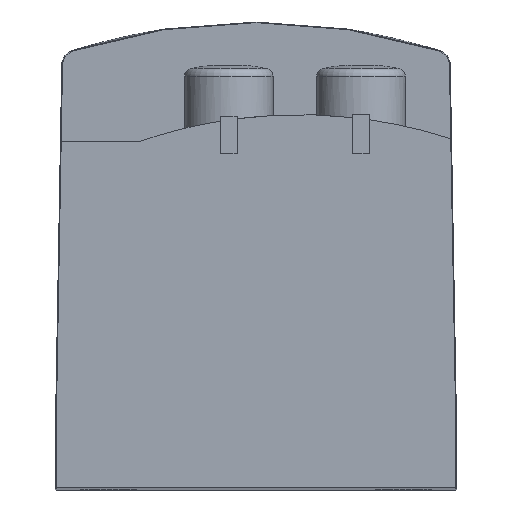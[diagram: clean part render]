
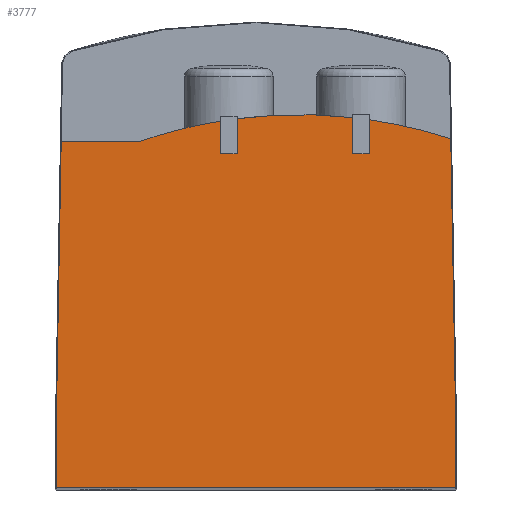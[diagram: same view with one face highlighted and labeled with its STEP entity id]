
A CAD part, top view. The second image highlights one B-rep face of the part: STEP entity #3777.
In plain terms, the highlighted planar face has unit normal (0, 0, 1).
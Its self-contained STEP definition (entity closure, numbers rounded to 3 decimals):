
#46=PLANE('',#3948);
#183=LINE('',#5058,#467);
#198=LINE('',#5143,#482);
#199=LINE('',#5145,#483);
#200=LINE('',#5146,#484);
#201=LINE('',#5148,#485);
#202=LINE('',#5150,#486);
#203=LINE('',#5152,#487);
#204=LINE('',#5155,#488);
#205=LINE('',#5157,#489);
#206=LINE('',#5159,#490);
#207=LINE('',#5160,#491);
#208=LINE('',#5162,#492);
#467=VECTOR('',#4240,1000.);
#482=VECTOR('',#4267,1000.);
#483=VECTOR('',#4268,1000.);
#484=VECTOR('',#4269,1000.);
#485=VECTOR('',#4270,1000.);
#486=VECTOR('',#4271,1000.);
#487=VECTOR('',#4272,1000.);
#488=VECTOR('',#4275,1000.);
#489=VECTOR('',#4276,1000.);
#490=VECTOR('',#4277,1000.);
#491=VECTOR('',#4278,1000.);
#492=VECTOR('',#4279,1000.);
#783=ORIENTED_EDGE('',*,*,#1578,.F.);
#784=ORIENTED_EDGE('',*,*,#1577,.T.);
#785=ORIENTED_EDGE('',*,*,#1579,.T.);
#786=ORIENTED_EDGE('',*,*,#1555,.T.);
#787=ORIENTED_EDGE('',*,*,#1580,.T.);
#788=ORIENTED_EDGE('',*,*,#1581,.T.);
#789=ORIENTED_EDGE('',*,*,#1582,.T.);
#790=ORIENTED_EDGE('',*,*,#1583,.T.);
#791=ORIENTED_EDGE('',*,*,#1584,.T.);
#792=ORIENTED_EDGE('',*,*,#1573,.T.);
#793=ORIENTED_EDGE('',*,*,#1585,.F.);
#794=ORIENTED_EDGE('',*,*,#1586,.F.);
#795=ORIENTED_EDGE('',*,*,#1587,.F.);
#796=ORIENTED_EDGE('',*,*,#1569,.T.);
#797=ORIENTED_EDGE('',*,*,#1588,.F.);
#798=ORIENTED_EDGE('',*,*,#1589,.F.);
#1555=EDGE_CURVE('',#1948,#1952,#183,.T.);
#1569=EDGE_CURVE('',#1967,#1966,#2191,.F.);
#1573=EDGE_CURVE('',#1971,#1970,#2192,.F.);
#1577=EDGE_CURVE('',#1964,#1974,#2194,.F.);
#1578=EDGE_CURVE('',#1964,#1975,#198,.T.);
#1579=EDGE_CURVE('',#1974,#1948,#199,.T.);
#1580=EDGE_CURVE('',#1952,#1976,#200,.T.);
#1581=EDGE_CURVE('',#1976,#1977,#201,.T.);
#1582=EDGE_CURVE('',#1977,#1978,#202,.T.);
#1583=EDGE_CURVE('',#1978,#1979,#203,.T.);
#1584=EDGE_CURVE('',#1979,#1971,#2195,.F.);
#1585=EDGE_CURVE('',#1980,#1970,#204,.T.);
#1586=EDGE_CURVE('',#1981,#1980,#205,.T.);
#1587=EDGE_CURVE('',#1967,#1981,#206,.T.);
#1588=EDGE_CURVE('',#1982,#1966,#207,.T.);
#1589=EDGE_CURVE('',#1975,#1982,#208,.T.);
#1948=VERTEX_POINT('',#5049);
#1952=VERTEX_POINT('',#5057);
#1964=VERTEX_POINT('',#5108);
#1966=VERTEX_POINT('',#5118);
#1967=VERTEX_POINT('',#5120);
#1970=VERTEX_POINT('',#5132);
#1971=VERTEX_POINT('',#5134);
#1974=VERTEX_POINT('',#5140);
#1975=VERTEX_POINT('',#5144);
#1976=VERTEX_POINT('',#5147);
#1977=VERTEX_POINT('',#5149);
#1978=VERTEX_POINT('',#5151);
#1979=VERTEX_POINT('',#5153);
#1980=VERTEX_POINT('',#5156);
#1981=VERTEX_POINT('',#5158);
#1982=VERTEX_POINT('',#5161);
#2191=CIRCLE('',#3944,63.);
#2192=CIRCLE('',#3945,63.);
#2194=CIRCLE('',#3947,63.);
#2195=CIRCLE('',#3949,0.2);
#2295=EDGE_LOOP('',(#783,#784,#785,#786,#787,#788,#789,#790,#791,#792,#793,
#794,#795,#796,#797,#798));
#2481=FACE_BOUND('',#2295,.T.);
#3777=ADVANCED_FACE('',(#2481),#46,.F.);
#3944=AXIS2_PLACEMENT_3D('',#5119,#4253,#4254);
#3945=AXIS2_PLACEMENT_3D('',#5133,#4257,#4258);
#3947=AXIS2_PLACEMENT_3D('',#5141,#4263,#4264);
#3948=AXIS2_PLACEMENT_3D('',#5142,#4265,#4266);
#3949=AXIS2_PLACEMENT_3D('',#5154,#4273,#4274);
#4240=DIRECTION('',(-0.017,-1.,0.));
#4253=DIRECTION('',(0.,0.,-1.));
#4254=DIRECTION('',(-1.,0.,0.));
#4257=DIRECTION('',(0.,0.,-1.));
#4258=DIRECTION('',(-1.,0.,0.));
#4263=DIRECTION('',(0.,0.,-1.));
#4264=DIRECTION('',(-1.,0.,0.));
#4265=DIRECTION('',(0.,0.,-1.));
#4266=DIRECTION('',(-1.,0.,0.));
#4267=DIRECTION('',(0.,-1.,0.));
#4268=DIRECTION('',(-1.,0.,0.));
#4269=DIRECTION('',(0.,-1.,0.));
#4270=DIRECTION('',(1.,0.,0.));
#4271=DIRECTION('',(0.,1.,0.));
#4272=DIRECTION('',(-0.017,1.,0.));
#4273=DIRECTION('',(0.,0.,-1.));
#4274=DIRECTION('',(-1.,0.,0.));
#4275=DIRECTION('',(0.,1.,0.));
#4276=DIRECTION('',(1.,0.,0.));
#4277=DIRECTION('',(0.,-1.,0.));
#4278=DIRECTION('',(0.,1.,0.));
#4279=DIRECTION('',(1.,0.,0.));
#5049=CARTESIAN_POINT('',(-25.062,44.57,100.9));
#5057=CARTESIAN_POINT('',(-25.7,8.,100.9));
#5058=CARTESIAN_POINT('',(-24.793,59.982,100.9));
#5108=CARTESIAN_POINT('',(-4.575,47.181,100.9));
#5118=CARTESIAN_POINT('',(-2.425,47.493,100.9));
#5119=CARTESIAN_POINT('',(5.55,-15.,100.9));
#5120=CARTESIAN_POINT('',(12.425,47.624,100.9));
#5132=CARTESIAN_POINT('',(14.575,47.35,100.9));
#5133=CARTESIAN_POINT('',(5.55,-15.,100.9));
#5134=CARTESIAN_POINT('',(24.94,44.942,100.9));
#5140=CARTESIAN_POINT('',(-14.954,44.57,100.9));
#5141=CARTESIAN_POINT('',(5.55,-15.,100.9));
#5142=CARTESIAN_POINT('',(-25.8,60.,100.9));
#5143=CARTESIAN_POINT('',(-4.575,60.,100.9));
#5144=CARTESIAN_POINT('',(-4.575,43.,100.9));
#5145=CARTESIAN_POINT('',(-25.8,44.57,100.9));
#5146=CARTESIAN_POINT('',(-25.7,60.,100.9));
#5147=CARTESIAN_POINT('',(-25.7,0.,100.9));
#5148=CARTESIAN_POINT('',(-25.8,0.,100.9));
#5149=CARTESIAN_POINT('',(25.7,0.,100.9));
#5150=CARTESIAN_POINT('',(25.7,60.,100.9));
#5151=CARTESIAN_POINT('',(25.7,8.,100.9));
#5152=CARTESIAN_POINT('',(24.777,60.883,100.9));
#5153=CARTESIAN_POINT('',(25.057,44.842,100.9));
#5154=CARTESIAN_POINT('',(24.878,44.752,100.9));
#5155=CARTESIAN_POINT('',(14.575,60.,100.9));
#5156=CARTESIAN_POINT('',(14.575,43.,100.9));
#5157=CARTESIAN_POINT('',(-25.8,43.,100.9));
#5158=CARTESIAN_POINT('',(12.425,43.,100.9));
#5159=CARTESIAN_POINT('',(12.425,60.,100.9));
#5160=CARTESIAN_POINT('',(-2.425,60.,100.9));
#5161=CARTESIAN_POINT('',(-2.425,43.,100.9));
#5162=CARTESIAN_POINT('',(-25.8,43.,100.9));
